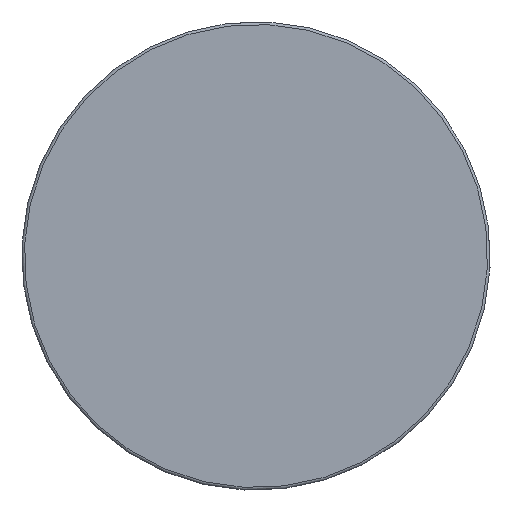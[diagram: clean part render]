
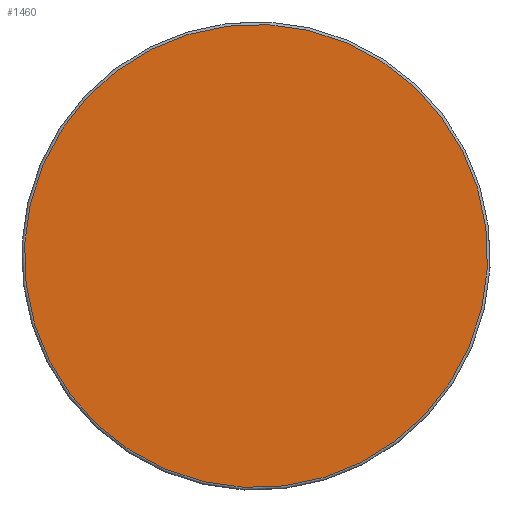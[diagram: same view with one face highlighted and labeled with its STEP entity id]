
A CAD part, front view. The second image highlights one B-rep face of the part: STEP entity #1460.
In plain terms, the highlighted planar face has unit normal (0, -1, 0).
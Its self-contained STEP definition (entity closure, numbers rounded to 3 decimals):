
#84=PLANE('',#1605);
#171=FACE_OUTER_BOUND('',#261,.T.);
#261=EDGE_LOOP('',(#992,#993));
#481=CIRCLE('',#1603,86.5);
#482=CIRCLE('',#1604,86.5);
#586=VERTEX_POINT('',#2287);
#587=VERTEX_POINT('',#2289);
#738=EDGE_CURVE('',#586,#587,#481,.T.);
#739=EDGE_CURVE('',#587,#586,#482,.T.);
#992=ORIENTED_EDGE('',*,*,#739,.F.);
#993=ORIENTED_EDGE('',*,*,#738,.F.);
#1460=ADVANCED_FACE('',(#171),#84,.T.);
#1603=AXIS2_PLACEMENT_3D('',#2290,#1858,#1859);
#1604=AXIS2_PLACEMENT_3D('',#2291,#1860,#1861);
#1605=AXIS2_PLACEMENT_3D('',#2292,#1862,#1863);
#1858=DIRECTION('center_axis',(0.,1.,0.));
#1859=DIRECTION('ref_axis',(-0.992,0.,-0.123));
#1860=DIRECTION('center_axis',(0.,1.,0.));
#1861=DIRECTION('ref_axis',(-0.992,0.,-0.123));
#1862=DIRECTION('center_axis',(0.,-1.,0.));
#1863=DIRECTION('ref_axis',(0.123,0.,-0.992));
#2287=CARTESIAN_POINT('',(39.429,-60.206,-85.841));
#2289=CARTESIAN_POINT('',(-57.069,-60.206,-10.658));
#2290=CARTESIAN_POINT('Origin',(28.772,-60.206,0.));
#2291=CARTESIAN_POINT('Origin',(28.772,-60.206,0.));
#2292=CARTESIAN_POINT('Origin',(-14.149,-60.206,-5.329));
